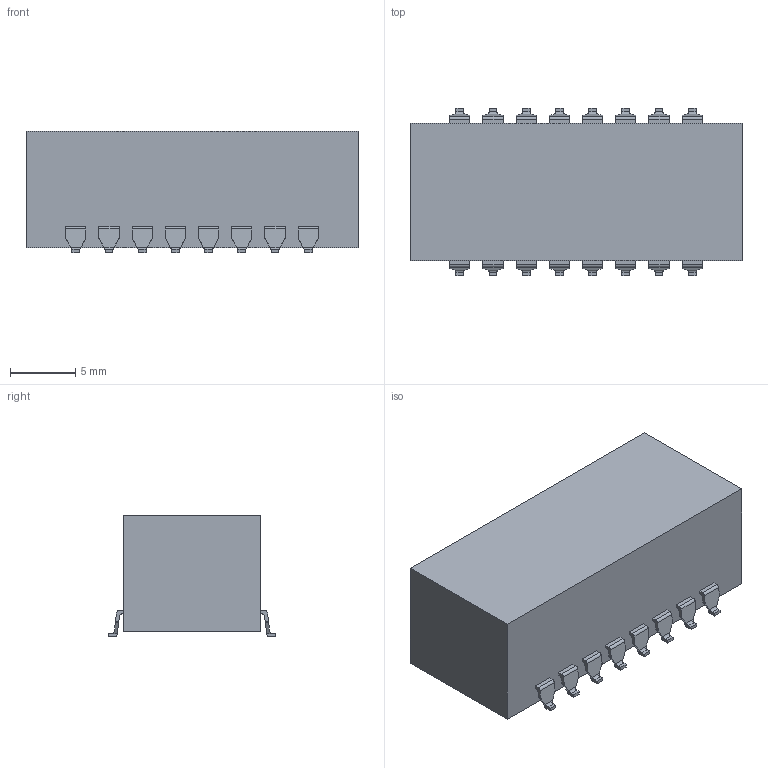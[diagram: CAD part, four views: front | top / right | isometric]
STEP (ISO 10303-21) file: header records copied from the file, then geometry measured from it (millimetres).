
FILE_DESCRIPTION(('FreeCAD Model'),'2;1');
FILE_NAME('SLE-24S.step', '2020-05-27T09:02:42',('Author'),(''), 'Open CASCADE STEP processor 7.2','FreeCAD','Unknown');
FILE_SCHEMA(('AUTOMOTIVE_DESIGN { 1 0 10303 214 1 1 1 1 }'));
Length unit declared in the file: millimetre
Products named in the file (17): pin_1; pin_3; pin_8; pin_11; pin_13; pin_14; pin_12; pin_6; pin_2; pin_5; pin_10; pin_15; pin_16; pin_9; pin_7; pin_4; case
Bounding box: 25.4 x 12.8 x 9.3 mm (x, y, z)
Volume: 2386.1 mm3; surface area: 1298.6 mm2
Topology: 17 solids, 17 shells, 326 faces, 876 edges, 584 vertices
Faces by surface type: plane 230, cylinder 96
Entity records: 22574 total; most frequent: CARTESIAN_POINT 5331, DIRECTION 2994, LINE 1892, VECTOR 1892, ORIENTED_EDGE 1752, PCURVE 1752, DEFINITIONAL_REPRESENTATION 1752, EDGE_CURVE 876
